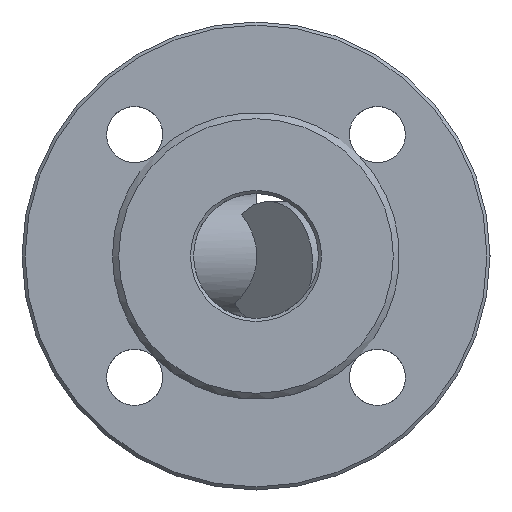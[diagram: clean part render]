
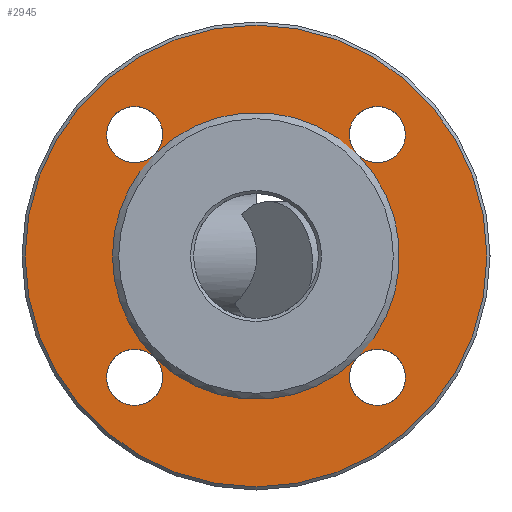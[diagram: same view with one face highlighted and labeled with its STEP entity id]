
A CAD part, left-side view. The second image highlights one B-rep face of the part: STEP entity #2945.
In plain terms, the highlighted planar face has unit normal (-1, 0, 0).
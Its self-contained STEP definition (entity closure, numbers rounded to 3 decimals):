
#65=FACE_BOUND('',#474,.T.);
#141=PLANE('',#3222);
#299=FACE_OUTER_BOUND('',#473,.T.);
#473=EDGE_LOOP('',(#2478));
#474=EDGE_LOOP('',(#2479,#2480,#2481,#2482,#2483,#2484,#2485,#2486,#2487,
#2488,#2489,#2490,#2491));
#593=CIRCLE('',#3221,74.);
#594=CIRCLE('',#3223,9.);
#595=CIRCLE('',#3224,9.);
#596=CIRCLE('',#3225,46.);
#597=CIRCLE('',#3226,9.);
#598=CIRCLE('',#3227,9.);
#599=CIRCLE('',#3228,46.);
#600=CIRCLE('',#3229,46.);
#601=CIRCLE('',#3230,9.);
#602=CIRCLE('',#3231,9.);
#603=CIRCLE('',#3232,46.);
#604=CIRCLE('',#3233,9.);
#605=CIRCLE('',#3234,9.);
#606=CIRCLE('',#3235,46.);
#1323=VERTEX_POINT('',#6217);
#1324=VERTEX_POINT('',#6221);
#1325=VERTEX_POINT('',#6222);
#1326=VERTEX_POINT('',#6225);
#1327=VERTEX_POINT('',#6227);
#1328=VERTEX_POINT('',#6230);
#1329=VERTEX_POINT('',#6232);
#1330=VERTEX_POINT('',#6234);
#1331=VERTEX_POINT('',#6237);
#1332=VERTEX_POINT('',#6239);
#1715=EDGE_CURVE('',#1323,#1323,#593,.T.);
#1716=EDGE_CURVE('',#1324,#1325,#594,.T.);
#1717=EDGE_CURVE('',#1325,#1324,#595,.T.);
#1718=EDGE_CURVE('',#1324,#1326,#596,.T.);
#1719=EDGE_CURVE('',#1326,#1327,#597,.T.);
#1720=EDGE_CURVE('',#1327,#1326,#598,.T.);
#1721=EDGE_CURVE('',#1326,#1328,#599,.T.);
#1722=EDGE_CURVE('',#1328,#1329,#600,.T.);
#1723=EDGE_CURVE('',#1329,#1330,#601,.T.);
#1724=EDGE_CURVE('',#1330,#1329,#602,.T.);
#1725=EDGE_CURVE('',#1329,#1331,#603,.T.);
#1726=EDGE_CURVE('',#1331,#1332,#604,.T.);
#1727=EDGE_CURVE('',#1332,#1331,#605,.T.);
#1728=EDGE_CURVE('',#1331,#1324,#606,.T.);
#2478=ORIENTED_EDGE('',*,*,#1715,.T.);
#2479=ORIENTED_EDGE('',*,*,#1716,.T.);
#2480=ORIENTED_EDGE('',*,*,#1717,.T.);
#2481=ORIENTED_EDGE('',*,*,#1718,.T.);
#2482=ORIENTED_EDGE('',*,*,#1719,.T.);
#2483=ORIENTED_EDGE('',*,*,#1720,.T.);
#2484=ORIENTED_EDGE('',*,*,#1721,.T.);
#2485=ORIENTED_EDGE('',*,*,#1722,.T.);
#2486=ORIENTED_EDGE('',*,*,#1723,.T.);
#2487=ORIENTED_EDGE('',*,*,#1724,.T.);
#2488=ORIENTED_EDGE('',*,*,#1725,.T.);
#2489=ORIENTED_EDGE('',*,*,#1726,.T.);
#2490=ORIENTED_EDGE('',*,*,#1727,.T.);
#2491=ORIENTED_EDGE('',*,*,#1728,.T.);
#2945=ADVANCED_FACE('',(#299,#65),#141,.T.);
#3221=AXIS2_PLACEMENT_3D('',#6219,#3909,#3910);
#3222=AXIS2_PLACEMENT_3D('',#6220,#3911,#3912);
#3223=AXIS2_PLACEMENT_3D('',#6223,#3913,#3914);
#3224=AXIS2_PLACEMENT_3D('',#6224,#3915,#3916);
#3225=AXIS2_PLACEMENT_3D('',#6226,#3917,#3918);
#3226=AXIS2_PLACEMENT_3D('',#6228,#3919,#3920);
#3227=AXIS2_PLACEMENT_3D('',#6229,#3921,#3922);
#3228=AXIS2_PLACEMENT_3D('',#6231,#3923,#3924);
#3229=AXIS2_PLACEMENT_3D('',#6233,#3925,#3926);
#3230=AXIS2_PLACEMENT_3D('',#6235,#3927,#3928);
#3231=AXIS2_PLACEMENT_3D('',#6236,#3929,#3930);
#3232=AXIS2_PLACEMENT_3D('',#6238,#3931,#3932);
#3233=AXIS2_PLACEMENT_3D('',#6240,#3933,#3934);
#3234=AXIS2_PLACEMENT_3D('',#6241,#3935,#3936);
#3235=AXIS2_PLACEMENT_3D('',#6242,#3937,#3938);
#3909=DIRECTION('center_axis',(-1.,0.,0.));
#3910=DIRECTION('ref_axis',(0.,0.,-1.));
#3911=DIRECTION('center_axis',(-1.,0.,0.));
#3912=DIRECTION('ref_axis',(0.,0.,1.));
#3913=DIRECTION('center_axis',(1.,0.,0.));
#3914=DIRECTION('ref_axis',(0.,0.,-1.));
#3915=DIRECTION('center_axis',(1.,0.,0.));
#3916=DIRECTION('ref_axis',(0.,0.,-1.));
#3917=DIRECTION('center_axis',(1.,0.,0.));
#3918=DIRECTION('ref_axis',(0.,-1.,0.));
#3919=DIRECTION('center_axis',(1.,0.,0.));
#3920=DIRECTION('ref_axis',(0.,0.,-1.));
#3921=DIRECTION('center_axis',(1.,0.,0.));
#3922=DIRECTION('ref_axis',(0.,0.,-1.));
#3923=DIRECTION('center_axis',(1.,0.,0.));
#3924=DIRECTION('ref_axis',(0.,-1.,0.));
#3925=DIRECTION('center_axis',(1.,0.,0.));
#3926=DIRECTION('ref_axis',(0.,-1.,0.));
#3927=DIRECTION('center_axis',(1.,0.,0.));
#3928=DIRECTION('ref_axis',(0.,0.,-1.));
#3929=DIRECTION('center_axis',(1.,0.,0.));
#3930=DIRECTION('ref_axis',(0.,0.,-1.));
#3931=DIRECTION('center_axis',(1.,0.,0.));
#3932=DIRECTION('ref_axis',(0.,-1.,0.));
#3933=DIRECTION('center_axis',(1.,0.,0.));
#3934=DIRECTION('ref_axis',(0.,0.,-1.));
#3935=DIRECTION('center_axis',(1.,0.,0.));
#3936=DIRECTION('ref_axis',(0.,0.,-1.));
#3937=DIRECTION('center_axis',(1.,0.,0.));
#3938=DIRECTION('ref_axis',(0.,-1.,0.));
#6217=CARTESIAN_POINT('',(-226.,0.,74.));
#6219=CARTESIAN_POINT('Origin',(-226.,0.,0.));
#6220=CARTESIAN_POINT('Origin',(-226.,0.,0.));
#6221=CARTESIAN_POINT('',(-226.,-32.527,-32.527));
#6222=CARTESIAN_POINT('',(-226.,-38.891,-29.891));
#6223=CARTESIAN_POINT('Origin',(-226.,-38.891,-38.891));
#6224=CARTESIAN_POINT('Origin',(-226.,-38.891,-38.891));
#6225=CARTESIAN_POINT('',(-226.,32.527,-32.527));
#6226=CARTESIAN_POINT('Origin',(-226.,0.,0.));
#6227=CARTESIAN_POINT('',(-226.,38.891,-29.891));
#6228=CARTESIAN_POINT('Origin',(-226.,38.891,-38.891));
#6229=CARTESIAN_POINT('Origin',(-226.,38.891,-38.891));
#6230=CARTESIAN_POINT('',(-226.,46.,0.));
#6231=CARTESIAN_POINT('Origin',(-226.,0.,0.));
#6232=CARTESIAN_POINT('',(-226.,32.527,32.527));
#6233=CARTESIAN_POINT('Origin',(-226.,0.,0.));
#6234=CARTESIAN_POINT('',(-226.,38.891,47.891));
#6235=CARTESIAN_POINT('Origin',(-226.,38.891,38.891));
#6236=CARTESIAN_POINT('Origin',(-226.,38.891,38.891));
#6237=CARTESIAN_POINT('',(-226.,-32.527,32.527));
#6238=CARTESIAN_POINT('Origin',(-226.,0.,0.));
#6239=CARTESIAN_POINT('',(-226.,-38.891,47.891));
#6240=CARTESIAN_POINT('Origin',(-226.,-38.891,38.891));
#6241=CARTESIAN_POINT('Origin',(-226.,-38.891,38.891));
#6242=CARTESIAN_POINT('Origin',(-226.,0.,0.));
